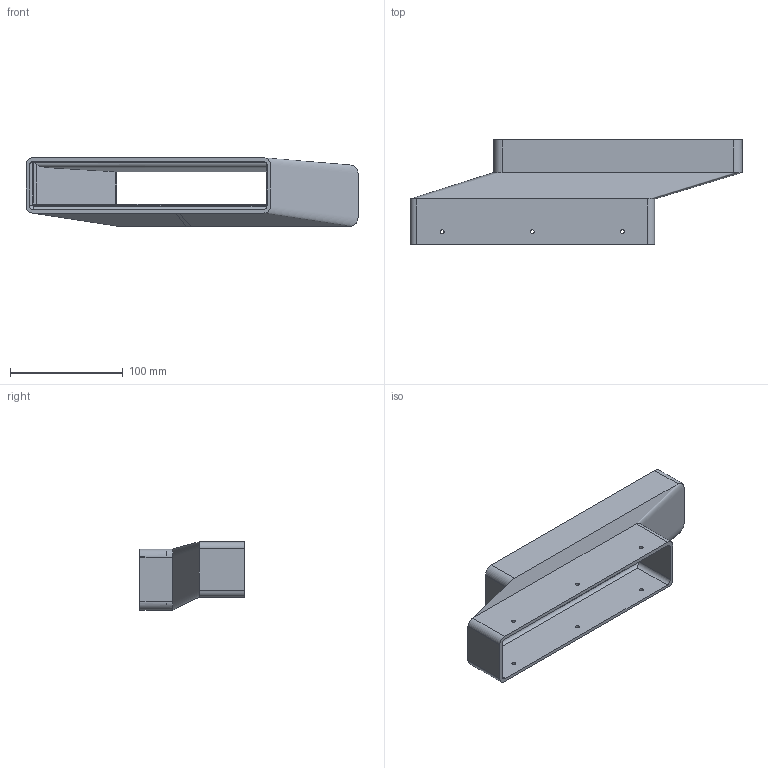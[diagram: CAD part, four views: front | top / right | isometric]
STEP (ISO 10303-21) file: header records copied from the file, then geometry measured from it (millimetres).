
FILE_DESCRIPTION (( 'STEP AP203' ), '1' );
FILE_NAME ('076661_-.step', '2019-08-07T07:45:34', ( '' ), ( '' ), 'SwSTEP 2.0', 'SolidWorks 2017', '' );
FILE_SCHEMA (( 'CONFIG_CONTROL_DESIGN' ));
Length unit declared in the file: millimetre
Products named in the file (1): 076661_-
Bounding box: 294.62 x 92.5 x 60.62 mm (x, y, z)
Volume: 207080.5 mm3; surface area: 112477.3 mm2
Topology: 1 solids, 1 shells, 98 faces, 264 edges, 168 vertices
Faces by surface type: cylinder 55, plane 29, bspline 7, torus 5, sphere 2
Entity records: 3639 total; most frequent: CARTESIAN_POINT 1129, ORIENTED_EDGE 526, DIRECTION 496, EDGE_CURVE 263, AXIS2_PLACEMENT_3D 182, VERTEX_POINT 168, VECTOR 132, LINE 132
